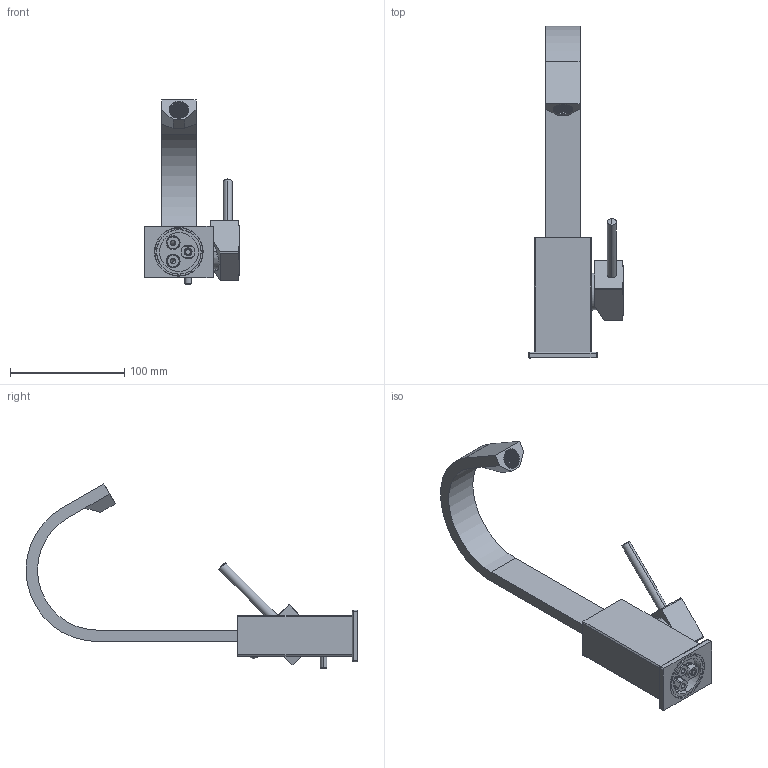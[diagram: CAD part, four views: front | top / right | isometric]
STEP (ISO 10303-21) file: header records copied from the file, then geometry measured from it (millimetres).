
FILE_DESCRIPTION((''),'2;1');
FILE_NAME('LEA877CR','2021-11-03T11:39:16',('ut3'),('PAFFONI SpA'),'CREO PARAMETRIC BY PTC INC, 2020044','CREO PARAMETRIC BY PTC INC, 2020044','');
FILE_SCHEMA(('CONFIG_CONTROL_DESIGN','SHAPE_APPEARANCE_LAYERS_GROUPS'));
Length unit declared in the file: millimetre
Products named in the file (1): LEA877CR
Bounding box: 82.98 x 290.2 x 160.93 mm (x, y, z)
Volume: 234774.3 mm3; surface area: 111518.3 mm2
Topology: 5 solids, 5 shells, 3238 faces, 8733 edges, 5485 vertices
Faces by surface type: plane 2031, cylinder 706, bspline 167, cone 140, torus 124, sphere 70
Entity records: 153108 total; most frequent: CARTESIAN_POINT 56116, ORIENTED_EDGE 17296, DIRECTION 13205, EDGE_CURVE 8648, VERTEX_POINT 5485, AXIS2_PLACEMENT_3D 4557, VECTOR 4091, LINE 4091
